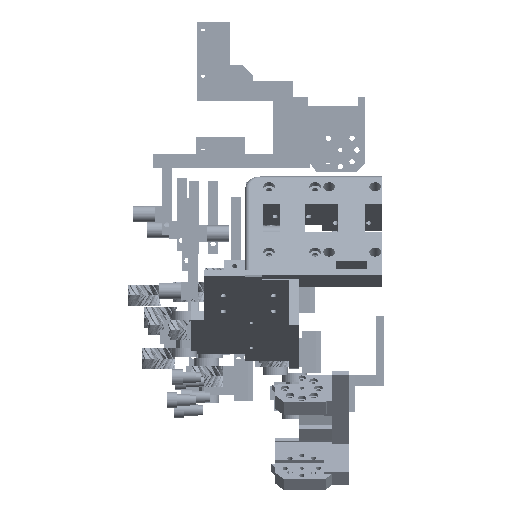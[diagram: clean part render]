
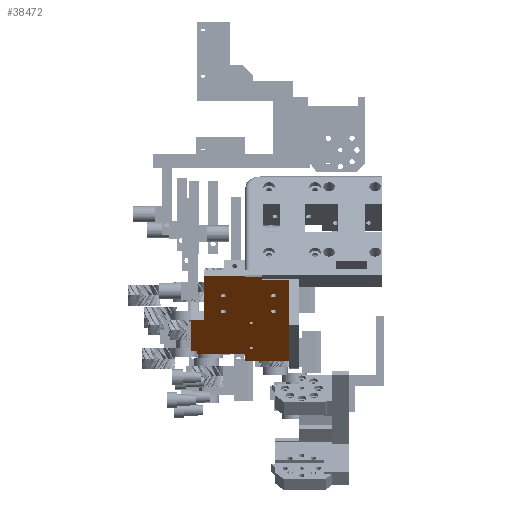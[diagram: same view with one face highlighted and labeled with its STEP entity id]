
A CAD part, left-side view. The second image highlights one B-rep face of the part: STEP entity #38472.
In plain terms, the highlighted face is planar.
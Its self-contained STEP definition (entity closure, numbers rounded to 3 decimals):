
#4461=FACE_BOUND('',#9594,.T.);
#4462=FACE_BOUND('',#9595,.T.);
#4463=FACE_BOUND('',#9596,.T.);
#4464=FACE_BOUND('',#9597,.T.);
#4465=FACE_BOUND('',#9598,.T.);
#4466=FACE_BOUND('',#9599,.T.);
#5218=PLANE('',#41285);
#7226=FACE_OUTER_BOUND('',#9593,.T.);
#9593=EDGE_LOOP('',(#34243,#34244,#34245,#34246,#34247,#34248,#34249,#34250,
#34251,#34252,#34253,#34254,#34255,#34256,#34257,#34258));
#9594=EDGE_LOOP('',(#34259));
#9595=EDGE_LOOP('',(#34260));
#9596=EDGE_LOOP('',(#34261));
#9597=EDGE_LOOP('',(#34262));
#9598=EDGE_LOOP('',(#34263));
#9599=EDGE_LOOP('',(#34264));
#11434=LINE('',#98773,#13795);
#11476=LINE('',#98904,#13837);
#11537=LINE('',#99064,#13898);
#11539=LINE('',#99068,#13900);
#11541=LINE('',#99072,#13902);
#11584=LINE('',#99175,#13945);
#11628=LINE('',#99268,#13989);
#11632=LINE('',#99276,#13993);
#11705=LINE('',#99534,#14066);
#11707=LINE('',#99538,#14068);
#11719=LINE('',#99589,#14080);
#11726=LINE('',#99607,#14087);
#11729=LINE('',#99612,#14090);
#11730=LINE('',#99614,#14091);
#11731=LINE('',#99615,#14092);
#11732=LINE('',#99616,#14093);
#13795=VECTOR('',#46745,10.);
#13837=VECTOR('',#46855,10.);
#13898=VECTOR('',#46984,10.);
#13900=VECTOR('',#46988,10.);
#13902=VECTOR('',#46992,10.);
#13945=VECTOR('',#47089,10.);
#13989=VECTOR('',#47171,10.);
#13993=VECTOR('',#47177,10.);
#14066=VECTOR('',#47482,10.);
#14068=VECTOR('',#47486,10.);
#14080=VECTOR('',#47550,10.);
#14087=VECTOR('',#47569,10.);
#14090=VECTOR('',#47576,10.);
#14091=VECTOR('',#47579,10.);
#14092=VECTOR('',#47580,10.);
#14093=VECTOR('',#47581,10.);
#15760=CIRCLE('',#41030,0.8);
#15762=CIRCLE('',#41033,0.8);
#15865=CIRCLE('',#41286,1.3);
#15866=CIRCLE('',#41287,1.3);
#15867=CIRCLE('',#41288,1.3);
#15868=CIRCLE('',#41289,1.3);
#18763=VERTEX_POINT('',#98770);
#18764=VERTEX_POINT('',#98772);
#18785=VERTEX_POINT('',#98822);
#18787=VERTEX_POINT('',#98828);
#18818=VERTEX_POINT('',#98901);
#18819=VERTEX_POINT('',#98903);
#18883=VERTEX_POINT('',#99061);
#18884=VERTEX_POINT('',#99063);
#18885=VERTEX_POINT('',#99067);
#18886=VERTEX_POINT('',#99071);
#18919=VERTEX_POINT('',#99173);
#18949=VERTEX_POINT('',#99266);
#18952=VERTEX_POINT('',#99274);
#19020=VERTEX_POINT('',#99531);
#19021=VERTEX_POINT('',#99533);
#19022=VERTEX_POINT('',#99537);
#19039=VERTEX_POINT('',#99604);
#19040=VERTEX_POINT('',#99606);
#19041=VERTEX_POINT('',#99617);
#19042=VERTEX_POINT('',#99619);
#19043=VERTEX_POINT('',#99621);
#19044=VERTEX_POINT('',#99623);
#23818=EDGE_CURVE('',#18763,#18764,#11434,.T.);
#23842=EDGE_CURVE('',#18785,#18785,#15760,.T.);
#23845=EDGE_CURVE('',#18787,#18787,#15762,.T.);
#23882=EDGE_CURVE('',#18818,#18819,#11476,.T.);
#23962=EDGE_CURVE('',#18883,#18884,#11537,.T.);
#23964=EDGE_CURVE('',#18885,#18884,#11539,.T.);
#23966=EDGE_CURVE('',#18885,#18886,#11541,.T.);
#24019=EDGE_CURVE('',#18919,#18763,#11584,.T.);
#24065=EDGE_CURVE('',#18949,#18819,#11628,.T.);
#24069=EDGE_CURVE('',#18883,#18952,#11632,.T.);
#24188=EDGE_CURVE('',#19020,#19021,#11705,.T.);
#24190=EDGE_CURVE('',#19021,#19022,#11707,.T.);
#24214=EDGE_CURVE('',#19022,#18919,#11719,.T.);
#24223=EDGE_CURVE('',#19040,#19039,#11726,.T.);
#24226=EDGE_CURVE('',#18886,#19039,#11729,.T.);
#24227=EDGE_CURVE('',#19020,#18949,#11730,.T.);
#24228=EDGE_CURVE('',#19040,#18818,#11731,.T.);
#24229=EDGE_CURVE('',#18764,#18952,#11732,.T.);
#24230=EDGE_CURVE('',#19041,#19041,#15865,.T.);
#24231=EDGE_CURVE('',#19042,#19042,#15866,.T.);
#24232=EDGE_CURVE('',#19043,#19043,#15867,.T.);
#24233=EDGE_CURVE('',#19044,#19044,#15868,.T.);
#34243=ORIENTED_EDGE('',*,*,#24019,.F.);
#34244=ORIENTED_EDGE('',*,*,#24214,.F.);
#34245=ORIENTED_EDGE('',*,*,#24190,.F.);
#34246=ORIENTED_EDGE('',*,*,#24188,.F.);
#34247=ORIENTED_EDGE('',*,*,#24227,.T.);
#34248=ORIENTED_EDGE('',*,*,#24065,.T.);
#34249=ORIENTED_EDGE('',*,*,#23882,.F.);
#34250=ORIENTED_EDGE('',*,*,#24228,.F.);
#34251=ORIENTED_EDGE('',*,*,#24223,.T.);
#34252=ORIENTED_EDGE('',*,*,#24226,.F.);
#34253=ORIENTED_EDGE('',*,*,#23966,.F.);
#34254=ORIENTED_EDGE('',*,*,#23964,.T.);
#34255=ORIENTED_EDGE('',*,*,#23962,.F.);
#34256=ORIENTED_EDGE('',*,*,#24069,.T.);
#34257=ORIENTED_EDGE('',*,*,#24229,.F.);
#34258=ORIENTED_EDGE('',*,*,#23818,.F.);
#34259=ORIENTED_EDGE('',*,*,#23842,.F.);
#34260=ORIENTED_EDGE('',*,*,#23845,.F.);
#34261=ORIENTED_EDGE('',*,*,#24230,.F.);
#34262=ORIENTED_EDGE('',*,*,#24231,.F.);
#34263=ORIENTED_EDGE('',*,*,#24232,.F.);
#34264=ORIENTED_EDGE('',*,*,#24233,.F.);
#38472=ADVANCED_FACE('',(#7226,#4461,#4462,#4463,#4464,#4465,#4466),#5218,
 .F.);
#41030=AXIS2_PLACEMENT_3D('',#98823,#46787,#46788);
#41033=AXIS2_PLACEMENT_3D('',#98829,#46794,#46795);
#41285=AXIS2_PLACEMENT_3D('',#99613,#47577,#47578);
#41286=AXIS2_PLACEMENT_3D('',#99618,#47582,#47583);
#41287=AXIS2_PLACEMENT_3D('',#99620,#47584,#47585);
#41288=AXIS2_PLACEMENT_3D('',#99622,#47586,#47587);
#41289=AXIS2_PLACEMENT_3D('',#99624,#47588,#47589);
#46745=DIRECTION('',(-0.78,0.,-0.626));
#46787=DIRECTION('center_axis',(-0.626,0.,0.78));
#46788=DIRECTION('ref_axis',(0.78,0.,0.626));
#46794=DIRECTION('center_axis',(-0.626,0.,0.78));
#46795=DIRECTION('ref_axis',(0.78,0.,0.626));
#46855=DIRECTION('',(0.,-1.,0.));
#46984=DIRECTION('',(0.,1.,0.));
#46988=DIRECTION('',(-0.78,0.,-0.626));
#46992=DIRECTION('',(0.,1.,0.));
#47089=DIRECTION('',(0.,-1.,0.));
#47171=DIRECTION('',(0.78,0.,0.626));
#47177=DIRECTION('',(-0.78,0.,-0.626));
#47482=DIRECTION('',(-0.78,0.,-0.626));
#47486=DIRECTION('',(0.,-1.,0.));
#47550=DIRECTION('',(-0.78,0.,-0.626));
#47569=DIRECTION('',(0.,1.,0.));
#47576=DIRECTION('',(0.78,0.,0.626));
#47577=DIRECTION('center_axis',(0.626,0.,-0.78));
#47578=DIRECTION('ref_axis',(-0.78,0.,-0.626));
#47579=DIRECTION('',(0.,1.,0.));
#47580=DIRECTION('',(0.78,0.,0.626));
#47581=DIRECTION('',(0.,1.,0.));
#47582=DIRECTION('center_axis',(-0.626,0.,0.78));
#47583=DIRECTION('ref_axis',(-0.78,0.,-0.626));
#47584=DIRECTION('center_axis',(-0.626,0.,0.78));
#47585=DIRECTION('ref_axis',(-0.78,0.,-0.626));
#47586=DIRECTION('center_axis',(-0.626,0.,0.78));
#47587=DIRECTION('ref_axis',(-0.78,0.,-0.626));
#47588=DIRECTION('center_axis',(-0.626,0.,0.78));
#47589=DIRECTION('ref_axis',(-0.78,0.,-0.626));
#98770=CARTESIAN_POINT('',(2.067,-17.85,-7.93));
#98772=CARTESIAN_POINT('',(-7.265,-17.85,-15.416));
#98773=CARTESIAN_POINT('',(-1.438,-17.85,-10.741));
#98822=CARTESIAN_POINT('',(16.066,5.,3.301));
#98823=CARTESIAN_POINT('Origin',(15.442,5.,2.801));
#98828=CARTESIAN_POINT('',(1.09,5.,-8.713));
#98829=CARTESIAN_POINT('Origin',(0.466,5.,-9.214));
#98901=CARTESIAN_POINT('',(43.21,27.65,25.078));
#98903=CARTESIAN_POINT('',(43.21,8.,25.078));
#98904=CARTESIAN_POINT('',(43.21,12.913,25.078));
#99061=CARTESIAN_POINT('',(-3.278,8.,-12.217));
#99063=CARTESIAN_POINT('',(-3.278,31.,-12.217));
#99064=CARTESIAN_POINT('',(-3.278,8.,-12.217));
#99067=CARTESIAN_POINT('',(-1.446,31.,-10.747));
#99068=CARTESIAN_POINT('',(-1.446,31.,-10.747));
#99071=CARTESIAN_POINT('',(-1.446,34.,-10.747));
#99072=CARTESIAN_POINT('',(-1.446,8.,-10.747));
#99173=CARTESIAN_POINT('',(2.067,-12.85,-7.93));
#99175=CARTESIAN_POINT('',(2.067,-8.925,-7.93));
#99266=CARTESIAN_POINT('',(42.658,8.,24.636));
#99268=CARTESIAN_POINT('',(41.067,8.,23.359));
#99274=CARTESIAN_POINT('',(-7.265,8.,-15.416));
#99276=CARTESIAN_POINT('',(42.658,8.,24.636));
#99531=CARTESIAN_POINT('',(42.658,0.,24.636));
#99533=CARTESIAN_POINT('',(41.067,0.,23.359));
#99534=CARTESIAN_POINT('',(42.658,0.,24.636));
#99537=CARTESIAN_POINT('',(41.067,-12.85,23.359));
#99538=CARTESIAN_POINT('',(41.067,0.,23.359));
#99589=CARTESIAN_POINT('',(26.425,-12.85,11.612));
#99604=CARTESIAN_POINT('',(17.353,34.,4.334));
#99606=CARTESIAN_POINT('',(17.353,27.65,4.334));
#99607=CARTESIAN_POINT('',(17.353,14.5,4.334));
#99612=CARTESIAN_POINT('',(-1.446,34.,-10.747));
#99613=CARTESIAN_POINT('Origin',(42.658,0.,24.636));
#99614=CARTESIAN_POINT('',(42.658,0.,24.636));
#99615=CARTESIAN_POINT('',(41.067,27.65,23.359));
#99616=CARTESIAN_POINT('',(-7.265,0.,-15.416));
#99617=CARTESIAN_POINT('',(23.361,-5.6,9.154));
#99618=CARTESIAN_POINT('Origin',(22.347,-5.6,8.341));
#99619=CARTESIAN_POINT('',(32.721,-5.6,16.663));
#99620=CARTESIAN_POINT('Origin',(31.707,-5.6,15.85));
#99621=CARTESIAN_POINT('',(23.361,18.4,9.154));
#99622=CARTESIAN_POINT('Origin',(22.347,18.4,8.341));
#99623=CARTESIAN_POINT('',(32.721,18.4,16.663));
#99624=CARTESIAN_POINT('Origin',(31.707,18.4,15.85));
